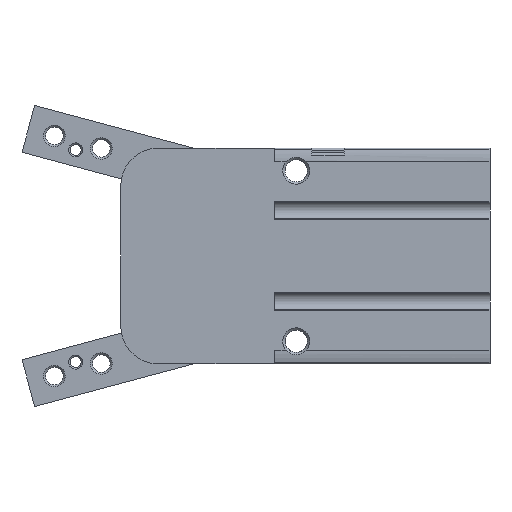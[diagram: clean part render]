
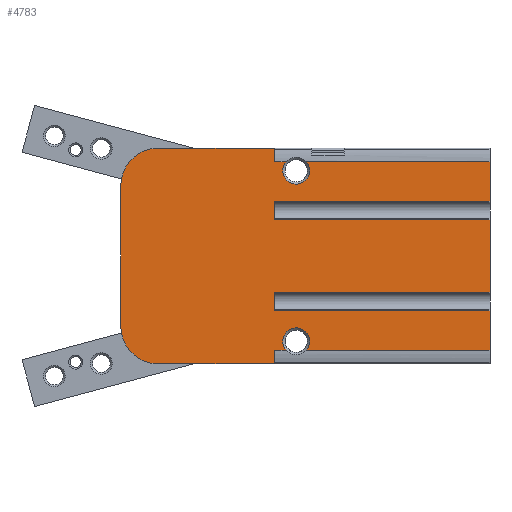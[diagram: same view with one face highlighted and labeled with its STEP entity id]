
A CAD part, left-side view. The second image highlights one B-rep face of the part: STEP entity #4783.
In plain terms, the highlighted planar face has unit normal (-1, 0, 0).
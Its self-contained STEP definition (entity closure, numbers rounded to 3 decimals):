
#300=LINE('',#7147,#693);
#319=LINE('',#7229,#712);
#428=LINE('',#7694,#821);
#430=LINE('',#7702,#823);
#441=LINE('',#7749,#834);
#442=LINE('',#7757,#835);
#452=LINE('',#7811,#845);
#457=LINE('',#7835,#850);
#481=LINE('',#7922,#874);
#494=LINE('',#7960,#887);
#496=LINE('',#7964,#889);
#497=LINE('',#7966,#890);
#498=LINE('',#7968,#891);
#499=LINE('',#7969,#892);
#500=LINE('',#7971,#893);
#501=LINE('',#7973,#894);
#502=LINE('',#7975,#895);
#503=LINE('',#7976,#896);
#693=VECTOR('',#5635,1000.);
#712=VECTOR('',#5688,1000.);
#821=VECTOR('',#6015,1000.);
#823=VECTOR('',#6021,1000.);
#834=VECTOR('',#6054,1000.);
#835=VECTOR('',#6055,1000.);
#845=VECTOR('',#6095,1000.);
#850=VECTOR('',#6114,1000.);
#874=VECTOR('',#6190,1000.);
#887=VECTOR('',#6223,1000.);
#889=VECTOR('',#6229,1000.);
#890=VECTOR('',#6230,1000.);
#891=VECTOR('',#6231,1000.);
#892=VECTOR('',#6232,1000.);
#893=VECTOR('',#6233,1000.);
#894=VECTOR('',#6234,1000.);
#895=VECTOR('',#6237,1000.);
#896=VECTOR('',#6238,1000.);
#1588=ORIENTED_EDGE('',*,*,#2842,.T.);
#1589=ORIENTED_EDGE('',*,*,#2714,.T.);
#1590=ORIENTED_EDGE('',*,*,#2769,.T.);
#1591=ORIENTED_EDGE('',*,*,#2843,.F.);
#1592=ORIENTED_EDGE('',*,*,#2844,.T.);
#1593=ORIENTED_EDGE('',*,*,#2845,.T.);
#1594=ORIENTED_EDGE('',*,*,#2757,.T.);
#1595=ORIENTED_EDGE('',*,*,#2846,.F.);
#1596=ORIENTED_EDGE('',*,*,#2847,.T.);
#1597=ORIENTED_EDGE('',*,*,#2848,.T.);
#1598=ORIENTED_EDGE('',*,*,#2819,.T.);
#1599=ORIENTED_EDGE('',*,*,#2735,.F.);
#1600=ORIENTED_EDGE('',*,*,#2849,.T.);
#1601=ORIENTED_EDGE('',*,*,#2733,.F.);
#1602=ORIENTED_EDGE('',*,*,#2850,.T.);
#1603=ORIENTED_EDGE('',*,*,#2486,.F.);
#1604=ORIENTED_EDGE('',*,*,#2526,.F.);
#1605=ORIENTED_EDGE('',*,*,#2840,.F.);
#1606=ORIENTED_EDGE('',*,*,#2523,.F.);
#1607=ORIENTED_EDGE('',*,*,#2521,.T.);
#1608=ORIENTED_EDGE('',*,*,#2851,.T.);
#1609=ORIENTED_EDGE('',*,*,#2710,.T.);
#2486=EDGE_CURVE('',#3179,#3180,#300,.T.);
#2521=EDGE_CURVE('',#3210,#3209,#319,.T.);
#2523=EDGE_CURVE('',#3210,#3211,#3644,.T.);
#2526=EDGE_CURVE('',#3212,#3179,#3645,.T.);
#2710=EDGE_CURVE('',#3350,#3348,#428,.T.);
#2714=EDGE_CURVE('',#3349,#3353,#430,.T.);
#2733=EDGE_CURVE('',#3366,#3367,#441,.T.);
#2735=EDGE_CURVE('',#3368,#3369,#442,.T.);
#2757=EDGE_CURVE('',#3386,#3385,#452,.T.);
#2769=EDGE_CURVE('',#3353,#3397,#457,.T.);
#2819=EDGE_CURVE('',#3435,#3369,#481,.T.);
#2840=EDGE_CURVE('',#3211,#3212,#494,.T.);
#2842=EDGE_CURVE('',#3348,#3349,#3758,.T.);
#2843=EDGE_CURVE('',#3450,#3397,#496,.T.);
#2844=EDGE_CURVE('',#3450,#3451,#497,.T.);
#2845=EDGE_CURVE('',#3451,#3386,#498,.T.);
#2846=EDGE_CURVE('',#3452,#3385,#499,.T.);
#2847=EDGE_CURVE('',#3452,#3453,#500,.T.);
#2848=EDGE_CURVE('',#3453,#3435,#501,.T.);
#2849=EDGE_CURVE('',#3368,#3367,#3759,.T.);
#2850=EDGE_CURVE('',#3366,#3180,#502,.T.);
#2851=EDGE_CURVE('',#3209,#3350,#503,.T.);
#3179=VERTEX_POINT('',#7146);
#3180=VERTEX_POINT('',#7148);
#3209=VERTEX_POINT('',#7228);
#3210=VERTEX_POINT('',#7230);
#3211=VERTEX_POINT('',#7234);
#3212=VERTEX_POINT('',#7238);
#3348=VERTEX_POINT('',#7692);
#3349=VERTEX_POINT('',#7693);
#3350=VERTEX_POINT('',#7695);
#3353=VERTEX_POINT('',#7701);
#3366=VERTEX_POINT('',#7748);
#3367=VERTEX_POINT('',#7750);
#3368=VERTEX_POINT('',#7756);
#3369=VERTEX_POINT('',#7758);
#3385=VERTEX_POINT('',#7810);
#3386=VERTEX_POINT('',#7812);
#3397=VERTEX_POINT('',#7834);
#3435=VERTEX_POINT('',#7923);
#3450=VERTEX_POINT('',#7965);
#3451=VERTEX_POINT('',#7967);
#3452=VERTEX_POINT('',#7970);
#3453=VERTEX_POINT('',#7972);
#3644=CIRCLE('',#5053,7.);
#3645=CIRCLE('',#5055,7.);
#3758=CIRCLE('',#5233,2.5);
#3759=CIRCLE('',#5234,2.5);
#3968=EDGE_LOOP('',(#1588,#1589,#1590,#1591,#1592,#1593,#1594,#1595,#1596,
#1597,#1598,#1599,#1600,#1601,#1602,#1603,#1604,#1605,#1606,#1607,#1608,
#1609));
#4321=FACE_BOUND('',#3968,.T.);
#4633=PLANE('',#5232);
#4783=ADVANCED_FACE('',(#4321),#4633,.F.);
#5053=AXIS2_PLACEMENT_3D('',#7233,#5692,#5693);
#5055=AXIS2_PLACEMENT_3D('',#7239,#5698,#5699);
#5232=AXIS2_PLACEMENT_3D('',#7962,#6225,#6226);
#5233=AXIS2_PLACEMENT_3D('',#7963,#6227,#6228);
#5234=AXIS2_PLACEMENT_3D('',#7974,#6235,#6236);
#5635=DIRECTION('',(0.,-1.,0.));
#5688=DIRECTION('',(0.,-1.,0.));
#5692=DIRECTION('',(1.,0.,0.));
#5693=DIRECTION('',(0.,0.,-1.));
#5698=DIRECTION('',(1.,0.,0.));
#5699=DIRECTION('',(0.,0.,-1.));
#6015=DIRECTION('',(0.,-1.,0.));
#6021=DIRECTION('',(0.,-1.,0.));
#6054=DIRECTION('',(0.,-1.,0.));
#6055=DIRECTION('',(0.,-1.,0.));
#6095=DIRECTION('',(0.,0.,1.));
#6114=DIRECTION('',(0.,0.,1.));
#6190=DIRECTION('',(0.,0.,1.));
#6223=DIRECTION('',(0.,0.,1.));
#6225=DIRECTION('',(1.,0.,0.));
#6226=DIRECTION('',(0.,0.,-1.));
#6227=DIRECTION('',(1.,0.,0.));
#6228=DIRECTION('',(0.,0.,-1.));
#6229=DIRECTION('',(0.,-1.,0.));
#6230=DIRECTION('',(0.,0.,1.));
#6231=DIRECTION('',(0.,-1.,0.));
#6232=DIRECTION('',(0.,-1.,0.));
#6233=DIRECTION('',(0.,0.,1.));
#6234=DIRECTION('',(0.,-1.,0.));
#6235=DIRECTION('',(1.,0.,0.));
#6236=DIRECTION('',(0.,0.,-1.));
#6237=DIRECTION('',(0.,0.,1.));
#6238=DIRECTION('',(0.,0.,1.));
#7146=CARTESIAN_POINT('',(-13.,61.4,20.));
#7147=CARTESIAN_POINT('',(-13.,68.4,20.));
#7148=CARTESIAN_POINT('',(-13.,39.92,20.));
#7228=CARTESIAN_POINT('',(-13.,39.92,-20.));
#7229=CARTESIAN_POINT('',(-13.,68.4,-20.));
#7230=CARTESIAN_POINT('',(-13.,61.4,-20.));
#7233=CARTESIAN_POINT('',(-13.,61.4,-13.));
#7234=CARTESIAN_POINT('',(-13.,68.4,-13.));
#7238=CARTESIAN_POINT('',(-13.,68.4,13.));
#7239=CARTESIAN_POINT('',(-13.,61.4,13.));
#7692=CARTESIAN_POINT('',(-13.,37.733,-17.5));
#7693=CARTESIAN_POINT('',(-13.,34.067,-17.5));
#7694=CARTESIAN_POINT('',(-13.,39.92,-17.5));
#7695=CARTESIAN_POINT('',(-13.,39.92,-17.5));
#7701=CARTESIAN_POINT('',(-13.,0.,-17.5));
#7702=CARTESIAN_POINT('',(-13.,39.92,-17.5));
#7748=CARTESIAN_POINT('',(-13.,39.92,17.5));
#7749=CARTESIAN_POINT('',(-13.,39.92,17.5));
#7750=CARTESIAN_POINT('',(-13.,37.733,17.5));
#7756=CARTESIAN_POINT('',(-13.,34.067,17.5));
#7757=CARTESIAN_POINT('',(-13.,39.92,17.5));
#7758=CARTESIAN_POINT('',(-13.,0.,17.5));
#7810=CARTESIAN_POINT('',(-13.,0.,6.7));
#7811=CARTESIAN_POINT('',(-13.,0.,-20.));
#7812=CARTESIAN_POINT('',(-13.,0.,-6.7));
#7834=CARTESIAN_POINT('',(-13.,0.,-10.1));
#7835=CARTESIAN_POINT('',(-13.,0.,-20.));
#7922=CARTESIAN_POINT('',(-13.,0.,-20.));
#7923=CARTESIAN_POINT('',(-13.,0.,10.1));
#7960=CARTESIAN_POINT('',(-13.,68.4,-20.));
#7962=CARTESIAN_POINT('',(-13.,68.4,-20.));
#7963=CARTESIAN_POINT('',(-13.,35.9,-15.8));
#7964=CARTESIAN_POINT('',(-13.,39.9,-10.1));
#7965=CARTESIAN_POINT('',(-13.,39.9,-10.1));
#7966=CARTESIAN_POINT('',(-13.,39.9,-10.1));
#7967=CARTESIAN_POINT('',(-13.,39.9,-6.7));
#7968=CARTESIAN_POINT('',(-13.,39.9,-6.7));
#7969=CARTESIAN_POINT('',(-13.,39.9,6.7));
#7970=CARTESIAN_POINT('',(-13.,39.9,6.7));
#7971=CARTESIAN_POINT('',(-13.,39.9,6.7));
#7972=CARTESIAN_POINT('',(-13.,39.9,10.1));
#7973=CARTESIAN_POINT('',(-13.,39.9,10.1));
#7974=CARTESIAN_POINT('',(-13.,35.9,15.8));
#7975=CARTESIAN_POINT('',(-13.,39.92,-20.));
#7976=CARTESIAN_POINT('',(-13.,39.92,-20.));
